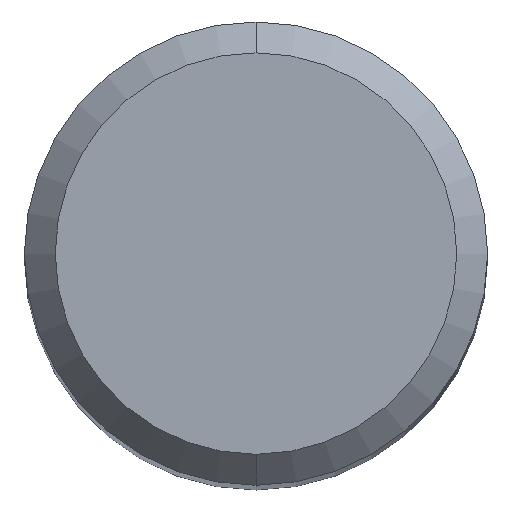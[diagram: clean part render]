
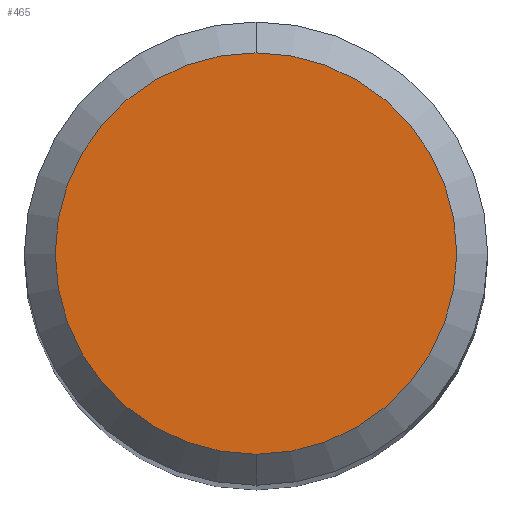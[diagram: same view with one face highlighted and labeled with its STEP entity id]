
A CAD part, top view. The second image highlights one B-rep face of the part: STEP entity #465.
In plain terms, the highlighted planar face has unit normal (0, 0, 1).
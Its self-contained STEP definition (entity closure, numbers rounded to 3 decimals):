
#289=EDGE_CURVE('',#445,#397,#618,.T.);
#337=EDGE_CURVE('',#397,#445,#671,.T.);
#397=VERTEX_POINT('',#736);
#445=VERTEX_POINT('',#790);
#465=ADVANCED_FACE('',(#811),#812,.T.);
#618=CIRCLE('',#1122,2.6);
#671=CIRCLE('',#1212,2.6);
#736=CARTESIAN_POINT('',(0.0,2.6,0.0));
#790=CARTESIAN_POINT('',(0.,-2.6,0.0));
#811=FACE_OUTER_BOUND('',#1437,.T.);
#812=PLANE('',#1438);
#1122=AXIS2_PLACEMENT_3D('',#1627,#1628,#1629);
#1212=AXIS2_PLACEMENT_3D('',#1688,#1689,#1690);
#1437=EDGE_LOOP('',(#1827,#1828));
#1438=AXIS2_PLACEMENT_3D('',#1829,#1830,#1831);
#1627=CARTESIAN_POINT('',(0.0,0.0,0.0));
#1628=DIRECTION('',(0.0,0.0,-1.0));
#1629=DIRECTION('',(0.0,1.0,0.0));
#1688=CARTESIAN_POINT('',(0.0,0.0,0.0));
#1689=DIRECTION('',(0.0,0.0,-1.0));
#1690=DIRECTION('',(0.0,1.0,0.0));
#1827=ORIENTED_EDGE('',*,*,#337,.F.);
#1828=ORIENTED_EDGE('',*,*,#289,.F.);
#1829=CARTESIAN_POINT('',(0.0,1.3,0.0));
#1830=DIRECTION('',(-0.0,0.0,1.0));
#1831=DIRECTION('',(0.0,-1.0,0.0));
